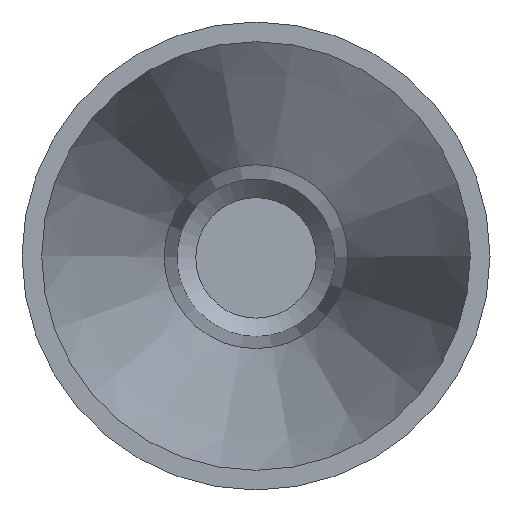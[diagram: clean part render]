
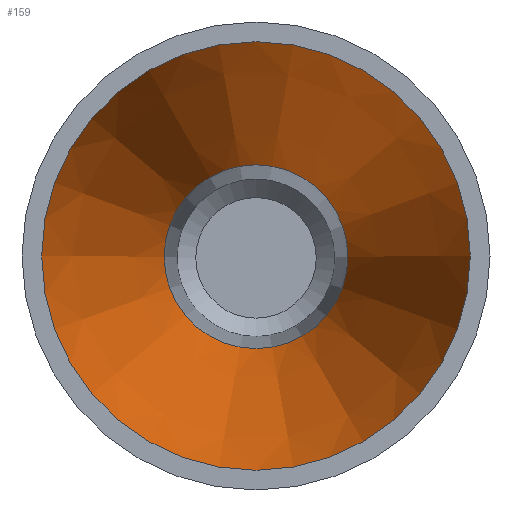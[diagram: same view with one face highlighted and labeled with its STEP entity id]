
A CAD part, top view. The second image highlights one B-rep face of the part: STEP entity #159.
In plain terms, the highlighted conical face has half-angle 16.699 degrees and reference radius 3.25 mm.
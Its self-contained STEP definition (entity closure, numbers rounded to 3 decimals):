
#27=FACE_OUTER_BOUND('',#40,.T.);
#40=EDGE_LOOP('',(#124,#125,#126,#127));
#52=LINE('',#288,#60);
#60=VECTOR('',#236,3.25);
#69=CIRCLE('',#189,2.037);
#72=CIRCLE('',#193,4.75);
#81=VERTEX_POINT('',#278);
#84=VERTEX_POINT('',#286);
#95=EDGE_CURVE('',#81,#81,#69,.T.);
#99=EDGE_CURVE('',#84,#84,#72,.T.);
#100=EDGE_CURVE('',#84,#81,#52,.T.);
#124=ORIENTED_EDGE('',*,*,#99,.T.);
#125=ORIENTED_EDGE('',*,*,#100,.T.);
#126=ORIENTED_EDGE('',*,*,#95,.F.);
#127=ORIENTED_EDGE('',*,*,#100,.F.);
#152=CONICAL_SURFACE('',#192,3.25,0.291);
#159=ADVANCED_FACE('',(#27),#152,.F.);
#189=AXIS2_PLACEMENT_3D('',#279,#225,#226);
#192=AXIS2_PLACEMENT_3D('',#285,#232,#233);
#193=AXIS2_PLACEMENT_3D('',#287,#234,#235);
#225=DIRECTION('center_axis',(0.,0.,1.));
#226=DIRECTION('ref_axis',(-1.,0.,0.));
#232=DIRECTION('center_axis',(0.,0.,1.));
#233=DIRECTION('ref_axis',(-1.,0.,0.));
#234=DIRECTION('center_axis',(0.,0.,1.));
#235=DIRECTION('ref_axis',(-1.,0.,0.));
#236=DIRECTION('',(-0.287,0.,-0.958));
#278=CARTESIAN_POINT('',(2.037,-7.,15.958));
#279=CARTESIAN_POINT('Origin',(0.,-7.,15.958));
#285=CARTESIAN_POINT('Origin',(0.,-7.,20.));
#286=CARTESIAN_POINT('',(4.75,-7.,25.));
#287=CARTESIAN_POINT('Origin',(0.,-7.,25.));
#288=CARTESIAN_POINT('',(3.25,-7.,20.));
